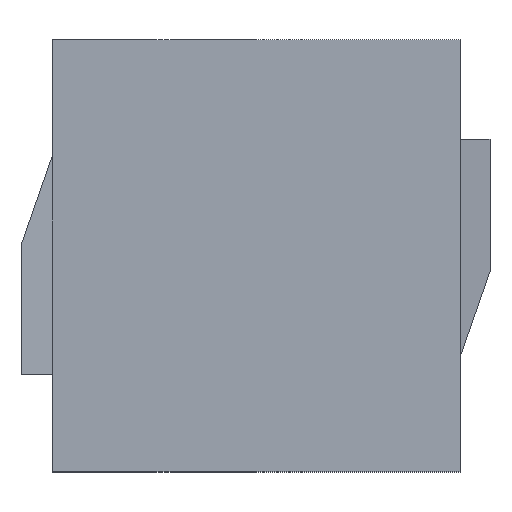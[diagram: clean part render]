
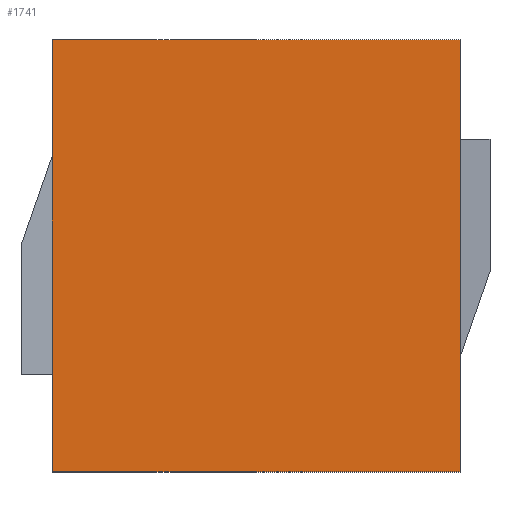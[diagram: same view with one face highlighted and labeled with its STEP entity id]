
A CAD part, top view. The second image highlights one B-rep face of the part: STEP entity #1741.
In plain terms, the highlighted planar face has unit normal (0, 0, 1).
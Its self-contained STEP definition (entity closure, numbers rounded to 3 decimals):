
#586=DIRECTION('',(0.,-1.,0.));
#587=VECTOR('',#586,18.);
#588=CARTESIAN_POINT('',(-8.5,9.,20.));
#589=LINE('',#588,#587);
#593=DIRECTION('',(-1.,0.,0.));
#594=VECTOR('',#593,17.);
#595=CARTESIAN_POINT('',(8.5,9.,20.));
#596=LINE('',#595,#594);
#600=DIRECTION('',(0.,1.,0.));
#601=VECTOR('',#600,18.);
#602=CARTESIAN_POINT('',(8.5,-9.,20.));
#603=LINE('',#602,#601);
#607=DIRECTION('',(1.,0.,0.));
#608=VECTOR('',#607,17.);
#609=CARTESIAN_POINT('',(-8.5,-9.,20.));
#610=LINE('',#609,#608);
#1384=CARTESIAN_POINT('',(-8.5,9.,20.));
#1385=CARTESIAN_POINT('',(-8.5,-9.,20.));
#1386=VERTEX_POINT('',#1384);
#1387=VERTEX_POINT('',#1385);
#1388=CARTESIAN_POINT('',(8.5,-9.,20.));
#1389=VERTEX_POINT('',#1388);
#1390=CARTESIAN_POINT('',(8.5,9.,20.));
#1391=VERTEX_POINT('',#1390);
#1730=CARTESIAN_POINT('',(0.,0.,20.));
#1731=DIRECTION('',(0.,0.,1.));
#1732=DIRECTION('',(1.,0.,0.));
#1733=AXIS2_PLACEMENT_3D('',#1730,#1731,#1732);
#1734=PLANE('',#1733);
#1735=ORIENTED_EDGE('',*,*,#1606,.F.);
#1736=ORIENTED_EDGE('',*,*,#1659,.F.);
#1737=ORIENTED_EDGE('',*,*,#1673,.F.);
#1738=ORIENTED_EDGE('',*,*,#1724,.F.);
#1739=EDGE_LOOP('',(#1735,#1736,#1737,#1738));
#1740=FACE_OUTER_BOUND('',#1739,.F.);
#1606=EDGE_CURVE('',#1386,#1387,#589,.T.);
#1659=EDGE_CURVE('',#1391,#1386,#596,.T.);
#1673=EDGE_CURVE('',#1389,#1391,#603,.T.);
#1724=EDGE_CURVE('',#1387,#1389,#610,.T.);
#1741=ADVANCED_FACE('',(#1740),#1734,.T.);
